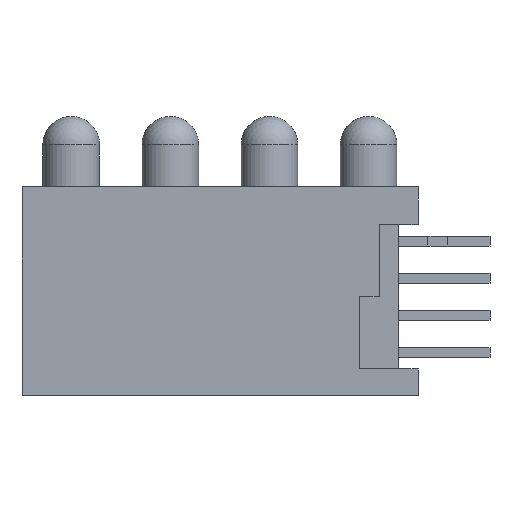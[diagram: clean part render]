
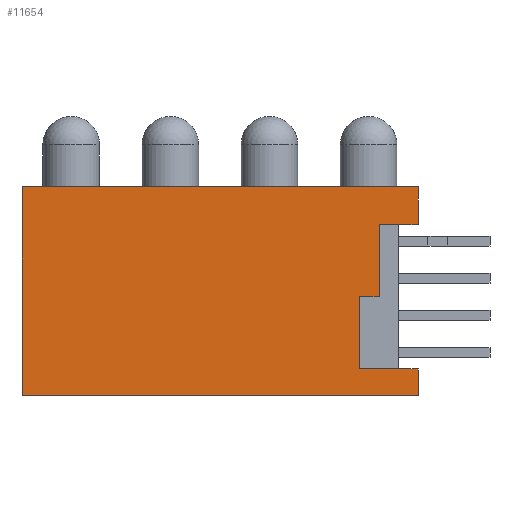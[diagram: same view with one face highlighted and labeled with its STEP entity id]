
A CAD part, left-side view. The second image highlights one B-rep face of the part: STEP entity #11654.
In plain terms, the highlighted planar face has unit normal (-1, 0, 0).
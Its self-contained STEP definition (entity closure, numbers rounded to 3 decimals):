
#1189 = LINE ( 'NONE', #1190, #1565 ) ;
#1190 = CARTESIAN_POINT ( 'NONE',  ( -2.225, 10.15, -19.369 ) ) ;
#1191 = DIRECTION ( 'NONE',  ( 0., 0., -1. ) ) ;
#1249 = LINE ( 'NONE', #1250, #1585 ) ;
#1250 = CARTESIAN_POINT ( 'NONE',  ( -2.225, -0.261, 5.35 ) ) ;
#1251 = DIRECTION ( 'NONE',  ( 0., -1., 0. ) ) ;
#1258 = LINE ( 'NONE', #1259, #1588 ) ;
#1259 = CARTESIAN_POINT ( 'NONE',  ( -2.225, -10.15, -19.369 ) ) ;
#1260 = DIRECTION ( 'NONE',  ( 0., 0., -1. ) ) ;
#1264 = LINE ( 'NONE', #1265, #1590 ) ;
#1265 = CARTESIAN_POINT ( 'NONE',  ( -2.225, -0.261, 3.41 ) ) ;
#1266 = DIRECTION ( 'NONE',  ( 0., -1., 0. ) ) ;
#1282 = LINE ( 'NONE', #1283, #1596 ) ;
#1283 = CARTESIAN_POINT ( 'NONE',  ( -2.225, -0.261, -3.99 ) ) ;
#1284 = DIRECTION ( 'NONE',  ( 0., -1., 0. ) ) ;
#1291 = LINE ( 'NONE', #1292, #1600 ) ;
#1292 = CARTESIAN_POINT ( 'NONE',  ( -2.225, -10.15, -19.369 ) ) ;
#1293 = DIRECTION ( 'NONE',  ( 0., 0., -1. ) ) ;
#1294 = LINE ( 'NONE', #1295, #1601 ) ;
#1295 = CARTESIAN_POINT ( 'NONE',  ( -2.225, -0.261, -5.35 ) ) ;
#1296 = DIRECTION ( 'NONE',  ( 0., -1., 0. ) ) ;
#1565 = VECTOR ( 'NONE', #1191, 1000. ) ;
#1585 = VECTOR ( 'NONE', #1251, 1000. ) ;
#1588 = VECTOR ( 'NONE', #1260, 1000. ) ;
#1590 = VECTOR ( 'NONE', #1266, 1000. ) ;
#1596 = VECTOR ( 'NONE', #1284, 1000. ) ;
#1600 = VECTOR ( 'NONE', #1293, 1000. ) ;
#1601 = VECTOR ( 'NONE', #1296, 1000. ) ;
#2029 = ORIENTED_EDGE ( 'NONE', *, *, #5476, .T. ) ;
#2030 = ORIENTED_EDGE ( 'NONE', *, *, #11618, .F. ) ;
#2031 = ORIENTED_EDGE ( 'NONE', *, *, #5469, .F. ) ;
#2032 = ORIENTED_EDGE ( 'NONE', *, *, #5470, .F. ) ;
#2033 = ORIENTED_EDGE ( 'NONE', *, *, #13077, .T. ) ;
#2034 = ORIENTED_EDGE ( 'NONE', *, *, #13075, .F. ) ;
#2035 = ORIENTED_EDGE ( 'NONE', *, *, #13072, .F. ) ;
#2036 = ORIENTED_EDGE ( 'NONE', *, *, #13052, .T. ) ;
#2037 = ORIENTED_EDGE ( 'NONE', *, *, #13087, .T. ) ;
#2038 = ORIENTED_EDGE ( 'NONE', *, *, #13086, .F. ) ;
#2039 = ORIENTED_EDGE ( 'NONE', *, *, #13083, .F. ) ;
#2040 = ORIENTED_EDGE ( 'NONE', *, *, #5465, .F. ) ;
#4255 = VECTOR ( 'NONE', #6903, 1000. ) ;
#4258 = VECTOR ( 'NONE', #6906, 1000. ) ;
#4278 = VECTOR ( 'NONE', #6924, 1000. ) ;
#5233 = FACE_OUTER_BOUND ( 'NONE', #6026, .T. ) ;
#5236 = AXIS2_PLACEMENT_3D ( 'NONE', #10870, #10871, #10872 ) ;
#5465 = EDGE_CURVE ( 'NONE', #13558, #14388, #6889, .T. ) ;
#5469 = EDGE_CURVE ( 'NONE', #13564, #13556, #6901, .T. ) ;
#5470 = EDGE_CURVE ( 'NONE', #13566, #13564, #6904, .T. ) ;
#5476 = EDGE_CURVE ( 'NONE', #13566, #14385, #6922, .T. ) ;
#6026 = EDGE_LOOP ( 'NONE', ( #2030, #2031, #2032, #2029, #2033, #2034, #2035, #2036, #2037, #2038, #2039, #2040 ) ) ;
#6889 = LINE ( 'NONE', #6890, #13040 ) ;
#6890 = CARTESIAN_POINT ( 'NONE',  ( -2.225, -0.261, -3.99 ) ) ;
#6891 = DIRECTION ( 'NONE',  ( 0., -1., 0. ) ) ;
#6901 = LINE ( 'NONE', #6902, #4255 ) ;
#6902 = CARTESIAN_POINT ( 'NONE',  ( -2.225, -0.261, -0.29 ) ) ;
#6903 = DIRECTION ( 'NONE',  ( 0., 1., 0. ) ) ;
#6904 = LINE ( 'NONE', #6905, #4258 ) ;
#6905 = CARTESIAN_POINT ( 'NONE',  ( -2.225, -8.15, -19.369 ) ) ;
#6906 = DIRECTION ( 'NONE',  ( 0., 0., -1. ) ) ;
#6922 = LINE ( 'NONE', #6923, #4278 ) ;
#6923 = CARTESIAN_POINT ( 'NONE',  ( -2.225, -0.261, 3.41 ) ) ;
#6924 = DIRECTION ( 'NONE',  ( 0., -1., 0. ) ) ;
#8123 = CARTESIAN_POINT ( 'NONE',  ( -2.225, -7.15, -0.29 ) ) ;
#8125 = CARTESIAN_POINT ( 'NONE',  ( -2.225, -7.15, -3.99 ) ) ;
#8131 = CARTESIAN_POINT ( 'NONE',  ( -2.225, -8.15, -0.29 ) ) ;
#8133 = CARTESIAN_POINT ( 'NONE',  ( -2.225, -8.15, 3.41 ) ) ;
#8157 = CARTESIAN_POINT ( 'NONE',  ( -2.225, 10.15, -5.35 ) ) ;
#8158 = CARTESIAN_POINT ( 'NONE',  ( -2.225, 10.15, 5.35 ) ) ;
#8168 = CARTESIAN_POINT ( 'NONE',  ( -2.225, -10.15, 5.35 ) ) ;
#8170 = CARTESIAN_POINT ( 'NONE',  ( -2.225, -10.15, 3.41 ) ) ;
#8175 = CARTESIAN_POINT ( 'NONE',  ( -2.225, -10.15, -3.99 ) ) ;
#8176 = CARTESIAN_POINT ( 'NONE',  ( -2.225, -10.15, -5.35 ) ) ;
#8335 = CARTESIAN_POINT ( 'NONE',  ( -2.225, -9.15, 3.41 ) ) ;
#8338 = CARTESIAN_POINT ( 'NONE',  ( -2.225, -9.15, -3.99 ) ) ;
#10694 = LINE ( 'NONE', #10695, #14643 ) ;
#10695 = CARTESIAN_POINT ( 'NONE',  ( -2.225, -7.15, -19.369 ) ) ;
#10696 = DIRECTION ( 'NONE',  ( 0., 0., -1. ) ) ;
#10869 = PLANE ( 'NONE',  #5236 ) ;
#10870 = CARTESIAN_POINT ( 'NONE',  ( -2.225, -0.261, -19.369 ) ) ;
#10871 = DIRECTION ( 'NONE',  ( 1., 0., 0. ) ) ;
#10872 = DIRECTION ( 'NONE',  ( 0., 0., -1. ) ) ;
#11618 = EDGE_CURVE ( 'NONE', #13556, #13558, #10694, .T. ) ;
#11654 = ADVANCED_FACE ( 'NONE', ( #5233 ), #10869, .F. ) ;
#13040 = VECTOR ( 'NONE', #6891, 1000. ) ;
#13052 = EDGE_CURVE ( 'NONE', #13591, #13590, #1189, .T. ) ;
#13072 = EDGE_CURVE ( 'NONE', #13591, #13601, #1249, .T. ) ;
#13075 = EDGE_CURVE ( 'NONE', #13601, #13603, #1258, .T. ) ;
#13077 = EDGE_CURVE ( 'NONE', #14385, #13603, #1264, .T. ) ;
#13083 = EDGE_CURVE ( 'NONE', #14388, #13608, #1282, .T. ) ;
#13086 = EDGE_CURVE ( 'NONE', #13608, #13609, #1291, .T. ) ;
#13087 = EDGE_CURVE ( 'NONE', #13590, #13609, #1294, .T. ) ;
#13556 = VERTEX_POINT ( 'NONE', #8123 ) ;
#13558 = VERTEX_POINT ( 'NONE', #8125 ) ;
#13564 = VERTEX_POINT ( 'NONE', #8131 ) ;
#13566 = VERTEX_POINT ( 'NONE', #8133 ) ;
#13590 = VERTEX_POINT ( 'NONE', #8157 ) ;
#13591 = VERTEX_POINT ( 'NONE', #8158 ) ;
#13601 = VERTEX_POINT ( 'NONE', #8168 ) ;
#13603 = VERTEX_POINT ( 'NONE', #8170 ) ;
#13608 = VERTEX_POINT ( 'NONE', #8175 ) ;
#13609 = VERTEX_POINT ( 'NONE', #8176 ) ;
#14385 = VERTEX_POINT ( 'NONE', #8335 ) ;
#14388 = VERTEX_POINT ( 'NONE', #8338 ) ;
#14643 = VECTOR ( 'NONE', #10696, 1000. ) ;
